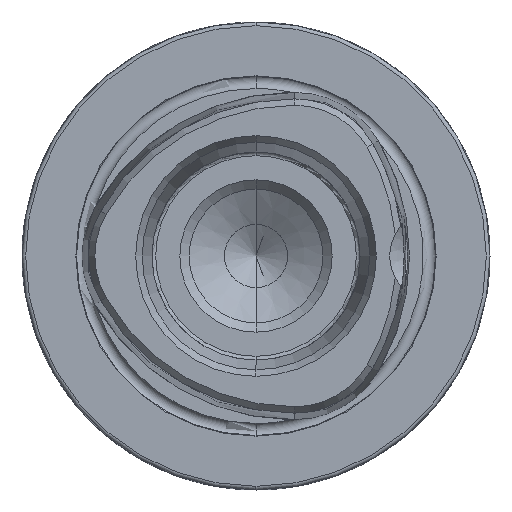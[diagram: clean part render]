
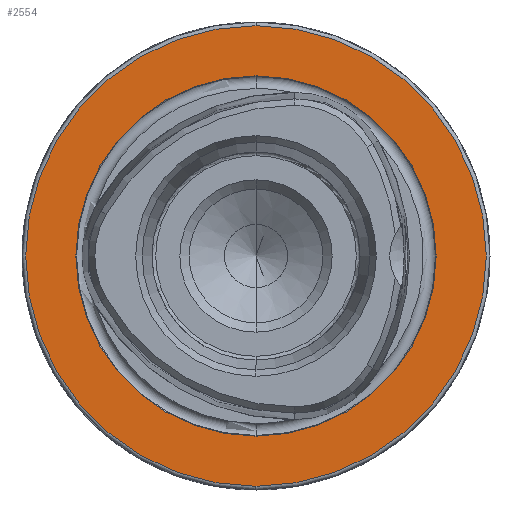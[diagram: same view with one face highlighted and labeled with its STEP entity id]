
A CAD part, left-side view. The second image highlights one B-rep face of the part: STEP entity #2554.
In plain terms, the highlighted planar face has unit normal (-1, 0, 0).
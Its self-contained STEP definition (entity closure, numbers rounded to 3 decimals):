
#43 = CIRCLE ( 'NONE', #8676, 31. ) ;
#59 = CIRCLE ( 'NONE', #3046, 31. ) ;
#330 = ORIENTED_EDGE ( 'NONE', *, *, #408, .F. ) ;
#408 = EDGE_CURVE ( 'NONE', #5158, #14062, #5341, .T. ) ;
#1120 = DIRECTION ( 'NONE',  ( 0., 0., 1. ) ) ;
#2554 = ADVANCED_FACE ( 'NONE', ( #4475, #7268 ), #5873, .F. ) ;
#2771 = DIRECTION ( 'NONE',  ( -1., 0., 0. ) ) ;
#3046 = AXIS2_PLACEMENT_3D ( 'NONE', #9695, #10882, #1120 ) ;
#3204 = VERTEX_POINT ( 'NONE', #3576 ) ;
#3576 = CARTESIAN_POINT ( 'NONE',  ( 0., 0., -31. ) ) ;
#4475 = FACE_BOUND ( 'NONE', #15852, .T. ) ;
#4568 = DIRECTION ( 'NONE',  ( 0., 0., -1. ) ) ;
#5158 = VERTEX_POINT ( 'NONE', #12425 ) ;
#5341 = CIRCLE ( 'NONE', #13920, 24.25 ) ;
#5741 = VERTEX_POINT ( 'NONE', #13744 ) ;
#5776 = ORIENTED_EDGE ( 'NONE', *, *, #13560, .T. ) ;
#5873 = PLANE ( 'NONE',  #13992 ) ;
#5961 = CARTESIAN_POINT ( 'NONE',  ( 0., 24.25, 0. ) ) ;
#6198 = EDGE_LOOP ( 'NONE', ( #5776, #7639 ) ) ;
#7116 = DIRECTION ( 'NONE',  ( -1., 0., 0. ) ) ;
#7268 = FACE_OUTER_BOUND ( 'NONE', #6198, .T. ) ;
#7639 = ORIENTED_EDGE ( 'NONE', *, *, #8939, .T. ) ;
#8106 = AXIS2_PLACEMENT_3D ( 'NONE', #10030, #15674, #10118 ) ;
#8676 = AXIS2_PLACEMENT_3D ( 'NONE', #11390, #2771, #18247 ) ;
#8939 = EDGE_CURVE ( 'NONE', #3204, #5741, #59, .T. ) ;
#9025 = EDGE_CURVE ( 'NONE', #14062, #5158, #12833, .T. ) ;
#9695 = CARTESIAN_POINT ( 'NONE',  ( 0., 0., 0. ) ) ;
#10030 = CARTESIAN_POINT ( 'NONE',  ( 0., 0., 0. ) ) ;
#10118 = DIRECTION ( 'NONE',  ( 0., 0., 1. ) ) ;
#10230 = DIRECTION ( 'NONE',  ( 1., 0., 0. ) ) ;
#10882 = DIRECTION ( 'NONE',  ( -1., 0., 0. ) ) ;
#11390 = CARTESIAN_POINT ( 'NONE',  ( 0., 0., 0. ) ) ;
#12425 = CARTESIAN_POINT ( 'NONE',  ( 0., 0., 24.25 ) ) ;
#12833 = CIRCLE ( 'NONE', #8106, 24.25 ) ;
#12893 = CARTESIAN_POINT ( 'NONE',  ( 0., 0., -24.25 ) ) ;
#13560 = EDGE_CURVE ( 'NONE', #5741, #3204, #43, .T. ) ;
#13744 = CARTESIAN_POINT ( 'NONE',  ( 0., 0., 31. ) ) ;
#13920 = AXIS2_PLACEMENT_3D ( 'NONE', #14431, #7116, #15728 ) ;
#13992 = AXIS2_PLACEMENT_3D ( 'NONE', #5961, #10230, #4568 ) ;
#14062 = VERTEX_POINT ( 'NONE', #12893 ) ;
#14431 = CARTESIAN_POINT ( 'NONE',  ( 0., 0., 0. ) ) ;
#15674 = DIRECTION ( 'NONE',  ( -1., 0., 0. ) ) ;
#15728 = DIRECTION ( 'NONE',  ( 0., 0., 1. ) ) ;
#15852 = EDGE_LOOP ( 'NONE', ( #330, #16646 ) ) ;
#16646 = ORIENTED_EDGE ( 'NONE', *, *, #9025, .F. ) ;
#18247 = DIRECTION ( 'NONE',  ( 0., 0., 1. ) ) ;
